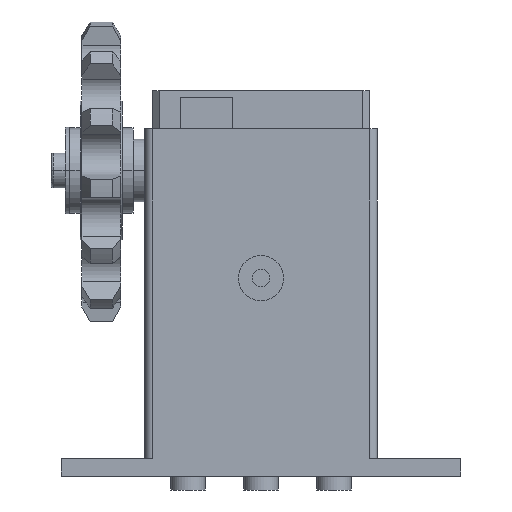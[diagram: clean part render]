
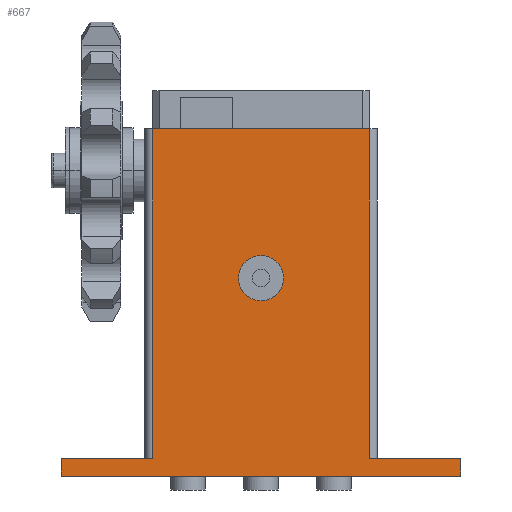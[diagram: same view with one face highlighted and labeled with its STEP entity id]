
A CAD part, left-side view. The second image highlights one B-rep face of the part: STEP entity #667.
In plain terms, the highlighted planar face has unit normal (-1, 0, 0).
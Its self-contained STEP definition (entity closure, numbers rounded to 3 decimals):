
#667=ADVANCED_FACE('',(#1349,#1350),#1351,.T.);
#1349=FACE_BOUND('',#2044,.T.);
#1350=FACE_OUTER_BOUND('',#2045,.T.);
#1351=PLANE('',#2046);
#2044=EDGE_LOOP('',(#3939,#3940));
#2045=EDGE_LOOP('',(#3941,#3942,#3943,#3944,#3945,#3946,#3947,#3948));
#2046=AXIS2_PLACEMENT_3D('',#3949,#3950,#3951);
#3939=ORIENTED_EDGE('',*,*,#4681,.T.);
#3940=ORIENTED_EDGE('',*,*,#4621,.T.);
#3941=ORIENTED_EDGE('',*,*,#4748,.T.);
#3942=ORIENTED_EDGE('',*,*,#4742,.T.);
#3943=ORIENTED_EDGE('',*,*,#4745,.T.);
#3944=ORIENTED_EDGE('',*,*,#4721,.F.);
#3945=ORIENTED_EDGE('',*,*,#4752,.T.);
#3946=ORIENTED_EDGE('',*,*,#4753,.F.);
#3947=ORIENTED_EDGE('',*,*,#4754,.T.);
#3948=ORIENTED_EDGE('',*,*,#4755,.T.);
#3949=CARTESIAN_POINT('',(-17.5,28.75,0.0));
#3950=DIRECTION('',(-1.0,0.0,0.0));
#3951=DIRECTION('',(0.0,-1.0,0.0));
#4621=EDGE_CURVE('',#5669,#5666,#5670,.T.);
#4681=EDGE_CURVE('',#5666,#5669,#5759,.T.);
#4721=EDGE_CURVE('',#5813,#5808,#5815,.T.);
#4742=EDGE_CURVE('',#5847,#5845,#5848,.T.);
#4745=EDGE_CURVE('',#5845,#5808,#5851,.T.);
#4748=EDGE_CURVE('',#5854,#5847,#5855,.T.);
#4752=EDGE_CURVE('',#5813,#5860,#5861,.T.);
#4753=EDGE_CURVE('',#5862,#5860,#5863,.T.);
#4754=EDGE_CURVE('',#5862,#5864,#5865,.T.);
#4755=EDGE_CURVE('',#5864,#5854,#5866,.T.);
#5666=VERTEX_POINT('',#7484);
#5669=VERTEX_POINT('',#7488);
#5670=CIRCLE('',#7489,6.5);
#5759=CIRCLE('',#7600,6.5);
#5808=VERTEX_POINT('',#7661);
#5813=VERTEX_POINT('',#7667);
#5815=LINE('',#7669,#7670);
#5845=VERTEX_POINT('',#7710);
#5847=VERTEX_POINT('',#7712);
#5848=LINE('',#7713,#7714);
#5851=LINE('',#7717,#7718);
#5854=VERTEX_POINT('',#7722);
#5855=LINE('',#7723,#7724);
#5860=VERTEX_POINT('',#7731);
#5861=LINE('',#7732,#7733);
#5862=VERTEX_POINT('',#7734);
#5863=LINE('',#7735,#7736);
#5864=VERTEX_POINT('',#7737);
#5865=LINE('',#7738,#7739);
#5866=LINE('',#7740,#7741);
#7484=CARTESIAN_POINT('',(-17.5,-6.5,57.0));
#7488=CARTESIAN_POINT('',(-17.5,6.5,57.0));
#7489=AXIS2_PLACEMENT_3D('',#8441,#8442,#8443);
#7600=AXIS2_PLACEMENT_3D('',#8526,#8527,#8528);
#7661=CARTESIAN_POINT('',(-17.5,31.2,100.0));
#7667=CARTESIAN_POINT('',(-17.5,31.2,5.0));
#7669=CARTESIAN_POINT('',(-17.5,31.2,5.0));
#7670=VECTOR('',#8584,1.0);
#7710=CARTESIAN_POINT('',(-17.5,-31.2,100.0));
#7712=CARTESIAN_POINT('',(-17.5,-31.2,5.0));
#7713=CARTESIAN_POINT('',(-17.5,-31.2,5.0));
#7714=VECTOR('',#8610,1.0);
#7717=CARTESIAN_POINT('',(-17.5,0.0,100.0));
#7718=VECTOR('',#8614,1.0);
#7722=CARTESIAN_POINT('',(-17.5,-57.5,5.0));
#7723=CARTESIAN_POINT('',(-17.5,0.0,5.0));
#7724=VECTOR('',#8616,1.0);
#7731=CARTESIAN_POINT('',(-17.5,57.5,5.0));
#7732=CARTESIAN_POINT('',(-17.5,0.0,5.0));
#7733=VECTOR('',#8619,1.0);
#7734=CARTESIAN_POINT('',(-17.5,57.5,0.0));
#7735=CARTESIAN_POINT('',(-17.5,57.5,0.0));
#7736=VECTOR('',#8620,1.0);
#7737=CARTESIAN_POINT('',(-17.5,-57.5,0.0));
#7738=CARTESIAN_POINT('',(-17.5,0.0,0.0));
#7739=VECTOR('',#8621,1.0);
#7740=CARTESIAN_POINT('',(-17.5,-57.5,0.0));
#7741=VECTOR('',#8622,1.0);
#8441=CARTESIAN_POINT('',(-17.5,0.0,57.0));
#8442=DIRECTION('',(1.0,0.0,-0.0));
#8443=DIRECTION('',(0.0,-1.0,0.0));
#8526=CARTESIAN_POINT('',(-17.5,0.0,57.0));
#8527=DIRECTION('',(1.0,0.0,-0.0));
#8528=DIRECTION('',(0.0,-1.0,0.0));
#8584=DIRECTION('',(0.0,0.0,1.0));
#8610=DIRECTION('',(0.0,0.0,1.0));
#8614=DIRECTION('',(0.0,1.0,-0.0));
#8616=DIRECTION('',(0.0,1.0,-0.0));
#8619=DIRECTION('',(0.0,1.0,-0.0));
#8620=DIRECTION('',(0.0,0.0,1.0));
#8621=DIRECTION('',(0.0,-1.0,0.0));
#8622=DIRECTION('',(0.0,0.0,1.0));
